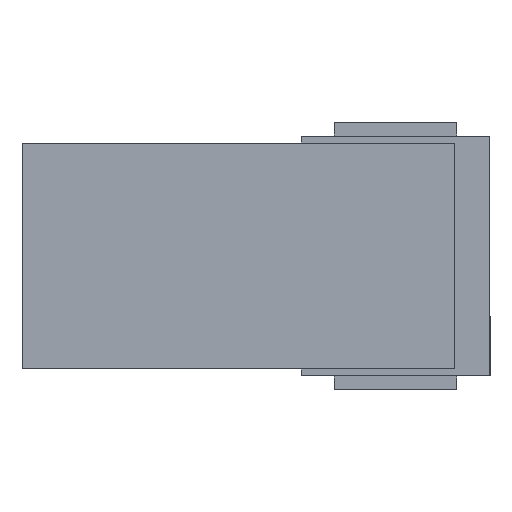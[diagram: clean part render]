
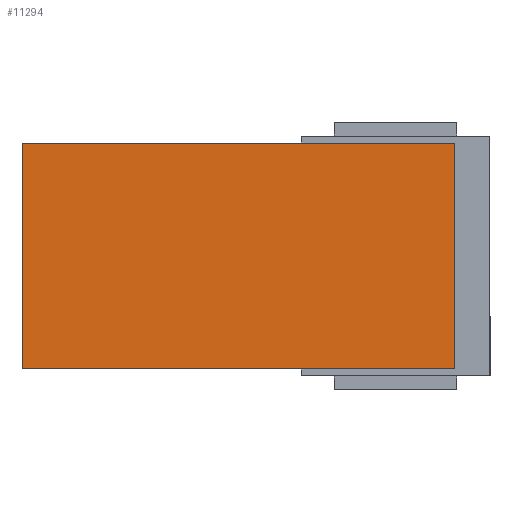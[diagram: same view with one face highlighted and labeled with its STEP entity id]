
A CAD part, front view. The second image highlights one B-rep face of the part: STEP entity #11294.
In plain terms, the highlighted planar face has unit normal (0, -1, 0).
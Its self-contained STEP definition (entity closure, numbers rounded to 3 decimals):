
#396 = DIRECTION ( 'NONE',  ( 0., 0., 1. ) ) ;
#971 = VERTEX_POINT ( 'NONE', #10850 ) ;
#1000 = VERTEX_POINT ( 'NONE', #10020 ) ;
#1115 = VERTEX_POINT ( 'NONE', #12517 ) ;
#1170 = CARTESIAN_POINT ( 'NONE',  ( 27.48, 0., 14.36 ) ) ;
#1208 = ORIENTED_EDGE ( 'NONE', *, *, #2966, .T. ) ;
#1595 = LINE ( 'NONE', #4849, #9890 ) ;
#1661 = DIRECTION ( 'NONE',  ( 1., 0., 0. ) ) ;
#2141 = CARTESIAN_POINT ( 'NONE',  ( 27.48, 0., 14.36 ) ) ;
#2966 = EDGE_CURVE ( 'NONE', #11695, #971, #8913, .T. ) ;
#2984 = PLANE ( 'NONE',  #9422 ) ;
#3304 = VECTOR ( 'NONE', #6191, 1000. ) ;
#3421 = DIRECTION ( 'NONE',  ( 1., 0., 0. ) ) ;
#3610 = CARTESIAN_POINT ( 'NONE',  ( 27.48, 0., 14.36 ) ) ;
#4037 = ORIENTED_EDGE ( 'NONE', *, *, #8917, .T. ) ;
#4337 = ORIENTED_EDGE ( 'NONE', *, *, #6153, .T. ) ;
#4405 = DIRECTION ( 'NONE',  ( 0., 1., 0. ) ) ;
#4419 = CARTESIAN_POINT ( 'NONE',  ( 27.48, 0., 14.36 ) ) ;
#4849 = CARTESIAN_POINT ( 'NONE',  ( 27.48, 0., 0. ) ) ;
#6153 = EDGE_CURVE ( 'NONE', #1115, #1000, #1595, .T. ) ;
#6191 = DIRECTION ( 'NONE',  ( 0., 0., -1. ) ) ;
#6766 = DIRECTION ( 'NONE',  ( -1., 0., 0. ) ) ;
#8286 = VECTOR ( 'NONE', #396, 1000. ) ;
#8409 = LINE ( 'NONE', #8542, #3304 ) ;
#8465 = ORIENTED_EDGE ( 'NONE', *, *, #10697, .T. ) ;
#8542 = CARTESIAN_POINT ( 'NONE',  ( 0., 0., 14.36 ) ) ;
#8913 = LINE ( 'NONE', #3610, #13703 ) ;
#8917 = EDGE_CURVE ( 'NONE', #1000, #11695, #11649, .T. ) ;
#9422 = AXIS2_PLACEMENT_3D ( 'NONE', #1170, #4405, #3421 ) ;
#9890 = VECTOR ( 'NONE', #1661, 1000. ) ;
#10020 = CARTESIAN_POINT ( 'NONE',  ( 27.48, 0., 0. ) ) ;
#10697 = EDGE_CURVE ( 'NONE', #971, #1115, #8409, .T. ) ;
#10850 = CARTESIAN_POINT ( 'NONE',  ( 0., 0., 14.36 ) ) ;
#11294 = ADVANCED_FACE ( 'NONE', ( #12609 ), #2984, .F. ) ;
#11649 = LINE ( 'NONE', #2141, #8286 ) ;
#11695 = VERTEX_POINT ( 'NONE', #4419 ) ;
#12517 = CARTESIAN_POINT ( 'NONE',  ( 0., 0., 0. ) ) ;
#12609 = FACE_OUTER_BOUND ( 'NONE', #12977, .T. ) ;
#12977 = EDGE_LOOP ( 'NONE', ( #4037, #1208, #8465, #4337 ) ) ;
#13703 = VECTOR ( 'NONE', #6766, 1000. ) ;
